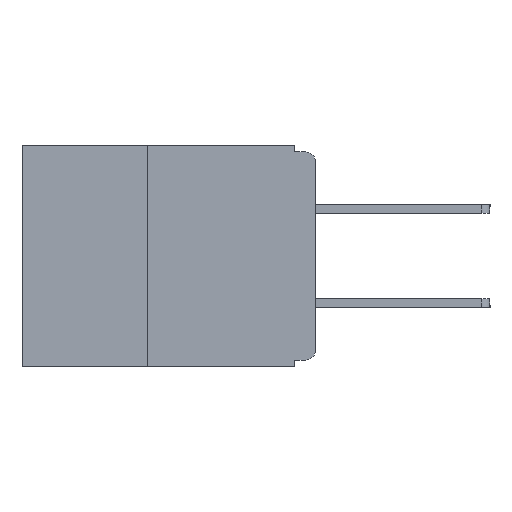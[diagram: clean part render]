
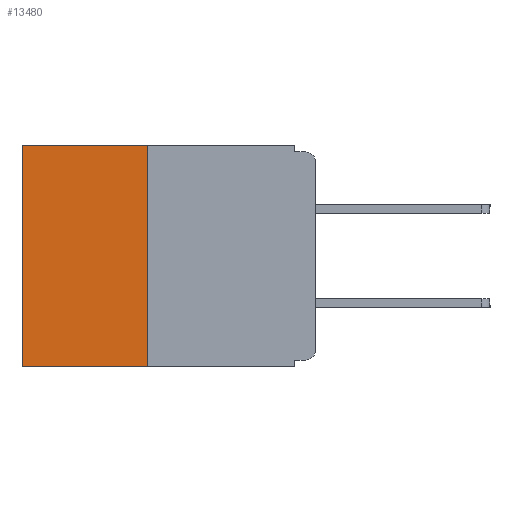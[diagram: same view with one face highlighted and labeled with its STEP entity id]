
A CAD part, left-side view. The second image highlights one B-rep face of the part: STEP entity #13480.
In plain terms, the highlighted planar face has unit normal (-1, 0, 0).
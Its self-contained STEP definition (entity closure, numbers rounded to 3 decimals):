
#164 = PLANE('',#165);
#165 = AXIS2_PLACEMENT_3D('',#166,#167,#168);
#166 = CARTESIAN_POINT('',(0.,11.1,0.));
#167 = DIRECTION('',(0.,0.,-1.));
#168 = DIRECTION('',(-1.,0.,-0.));
#643 = PLANE('',#644);
#644 = AXIS2_PLACEMENT_3D('',#645,#646,#647);
#645 = CARTESIAN_POINT('',(0.,6.35,0.));
#646 = DIRECTION('',(0.,1.,0.));
#647 = DIRECTION('',(0.,-0.,1.));
#1980 = VERTEX_POINT('',#1981);
#1981 = CARTESIAN_POINT('',(7.62,11.1,0.));
#1995 = PLANE('',#1996);
#1996 = AXIS2_PLACEMENT_3D('',#1997,#1998,#1999);
#1997 = CARTESIAN_POINT('',(0.,11.1,-8.382));
#1998 = DIRECTION('',(0.,-1.,0.));
#1999 = DIRECTION('',(0.,-0.,-1.));
#2007 = EDGE_CURVE('',#2008,#1980,#2010,.T.);
#2008 = VERTEX_POINT('',#2009);
#2009 = CARTESIAN_POINT('',(7.62,6.35,0.));
#2010 = SURFACE_CURVE('',#2011,(#2015,#2022),.PCURVE_S1.);
#2011 = LINE('',#2012,#2013);
#2012 = CARTESIAN_POINT('',(7.62,6.35,0.));
#2013 = VECTOR('',#2014,1.);
#2014 = DIRECTION('',(-0.,1.,-0.));
#2015 = PCURVE('',#164,#2016);
#2016 = DEFINITIONAL_REPRESENTATION('',(#2017),#2021);
#2017 = LINE('',#2018,#2019);
#2018 = CARTESIAN_POINT('',(-7.62,-4.75));
#2019 = VECTOR('',#2020,1.);
#2020 = DIRECTION('',(0.,1.));
#2021 = ( GEOMETRIC_REPRESENTATION_CONTEXT(2) 
PARAMETRIC_REPRESENTATION_CONTEXT() REPRESENTATION_CONTEXT('2D SPACE',''
  ) );
#2022 = PCURVE('',#2023,#2028);
#2023 = PLANE('',#2024);
#2024 = AXIS2_PLACEMENT_3D('',#2025,#2026,#2027);
#2025 = CARTESIAN_POINT('',(7.62,6.35,-8.382));
#2026 = DIRECTION('',(1.,0.,0.));
#2027 = DIRECTION('',(0.,0.,-1.));
#2028 = DEFINITIONAL_REPRESENTATION('',(#2029),#2033);
#2029 = LINE('',#2030,#2031);
#2030 = CARTESIAN_POINT('',(-8.382,0.));
#2031 = VECTOR('',#2032,1.);
#2032 = DIRECTION('',(0.,1.));
#2033 = ( GEOMETRIC_REPRESENTATION_CONTEXT(2) 
PARAMETRIC_REPRESENTATION_CONTEXT() REPRESENTATION_CONTEXT('2D SPACE',''
  ) );
#6899 = VERTEX_POINT('',#6900);
#6900 = CARTESIAN_POINT('',(7.62,11.1,-8.382));
#6914 = PLANE('',#6915);
#6915 = AXIS2_PLACEMENT_3D('',#6916,#6917,#6918);
#6916 = CARTESIAN_POINT('',(0.,11.1,-8.382));
#6917 = DIRECTION('',(0.,0.,1.));
#6918 = DIRECTION('',(1.,0.,-0.));
#6926 = EDGE_CURVE('',#1980,#6899,#6927,.T.);
#6927 = SURFACE_CURVE('',#6928,(#6932,#6939),.PCURVE_S1.);
#6928 = LINE('',#6929,#6930);
#6929 = CARTESIAN_POINT('',(7.62,11.1,-8.382));
#6930 = VECTOR('',#6931,1.);
#6931 = DIRECTION('',(0.,-0.,-1.));
#6932 = PCURVE('',#1995,#6933);
#6933 = DEFINITIONAL_REPRESENTATION('',(#6934),#6938);
#6934 = LINE('',#6935,#6936);
#6935 = CARTESIAN_POINT('',(0.,7.62));
#6936 = VECTOR('',#6937,1.);
#6937 = DIRECTION('',(1.,0.));
#6938 = ( GEOMETRIC_REPRESENTATION_CONTEXT(2) 
PARAMETRIC_REPRESENTATION_CONTEXT() REPRESENTATION_CONTEXT('2D SPACE',''
  ) );
#6939 = PCURVE('',#2023,#6940);
#6940 = DEFINITIONAL_REPRESENTATION('',(#6941),#6945);
#6941 = LINE('',#6942,#6943);
#6942 = CARTESIAN_POINT('',(0.,4.75));
#6943 = VECTOR('',#6944,1.);
#6944 = DIRECTION('',(1.,0.));
#6945 = ( GEOMETRIC_REPRESENTATION_CONTEXT(2) 
PARAMETRIC_REPRESENTATION_CONTEXT() REPRESENTATION_CONTEXT('2D SPACE',''
  ) );
#13288 = VERTEX_POINT('',#13289);
#13289 = CARTESIAN_POINT('',(7.62,6.35,-8.382));
#13310 = EDGE_CURVE('',#13288,#6899,#13311,.T.);
#13311 = SURFACE_CURVE('',#13312,(#13316,#13323),.PCURVE_S1.);
#13312 = LINE('',#13313,#13314);
#13313 = CARTESIAN_POINT('',(7.62,6.35,-8.382));
#13314 = VECTOR('',#13315,1.);
#13315 = DIRECTION('',(-0.,1.,-0.));
#13316 = PCURVE('',#6914,#13317);
#13317 = DEFINITIONAL_REPRESENTATION('',(#13318),#13322);
#13318 = LINE('',#13319,#13320);
#13319 = CARTESIAN_POINT('',(7.62,-4.75));
#13320 = VECTOR('',#13321,1.);
#13321 = DIRECTION('',(0.,1.));
#13322 = ( GEOMETRIC_REPRESENTATION_CONTEXT(2) 
PARAMETRIC_REPRESENTATION_CONTEXT() REPRESENTATION_CONTEXT('2D SPACE',''
  ) );
#13323 = PCURVE('',#2023,#13324);
#13324 = DEFINITIONAL_REPRESENTATION('',(#13325),#13329);
#13325 = LINE('',#13326,#13327);
#13326 = CARTESIAN_POINT('',(0.,0.));
#13327 = VECTOR('',#13328,1.);
#13328 = DIRECTION('',(0.,1.));
#13329 = ( GEOMETRIC_REPRESENTATION_CONTEXT(2) 
PARAMETRIC_REPRESENTATION_CONTEXT() REPRESENTATION_CONTEXT('2D SPACE',''
  ) );
#13480 = ADVANCED_FACE('',(#13481),#2023,.F.);
#13481 = FACE_BOUND('',#13482,.T.);
#13482 = EDGE_LOOP('',(#13483,#13484,#13485,#13506));
#13483 = ORIENTED_EDGE('',*,*,#6926,.T.);
#13484 = ORIENTED_EDGE('',*,*,#13310,.F.);
#13485 = ORIENTED_EDGE('',*,*,#13486,.F.);
#13486 = EDGE_CURVE('',#2008,#13288,#13487,.T.);
#13487 = SURFACE_CURVE('',#13488,(#13492,#13499),.PCURVE_S1.);
#13488 = LINE('',#13489,#13490);
#13489 = CARTESIAN_POINT('',(7.62,6.35,-8.382));
#13490 = VECTOR('',#13491,1.);
#13491 = DIRECTION('',(0.,-0.,-1.));
#13492 = PCURVE('',#2023,#13493);
#13493 = DEFINITIONAL_REPRESENTATION('',(#13494),#13498);
#13494 = LINE('',#13495,#13496);
#13495 = CARTESIAN_POINT('',(0.,0.));
#13496 = VECTOR('',#13497,1.);
#13497 = DIRECTION('',(1.,0.));
#13498 = ( GEOMETRIC_REPRESENTATION_CONTEXT(2) 
PARAMETRIC_REPRESENTATION_CONTEXT() REPRESENTATION_CONTEXT('2D SPACE',''
  ) );
#13499 = PCURVE('',#643,#13500);
#13500 = DEFINITIONAL_REPRESENTATION('',(#13501),#13505);
#13501 = LINE('',#13502,#13503);
#13502 = CARTESIAN_POINT('',(-8.382,7.62));
#13503 = VECTOR('',#13504,1.);
#13504 = DIRECTION('',(-1.,0.));
#13505 = ( GEOMETRIC_REPRESENTATION_CONTEXT(2) 
PARAMETRIC_REPRESENTATION_CONTEXT() REPRESENTATION_CONTEXT('2D SPACE',''
  ) );
#13506 = ORIENTED_EDGE('',*,*,#2007,.T.);
